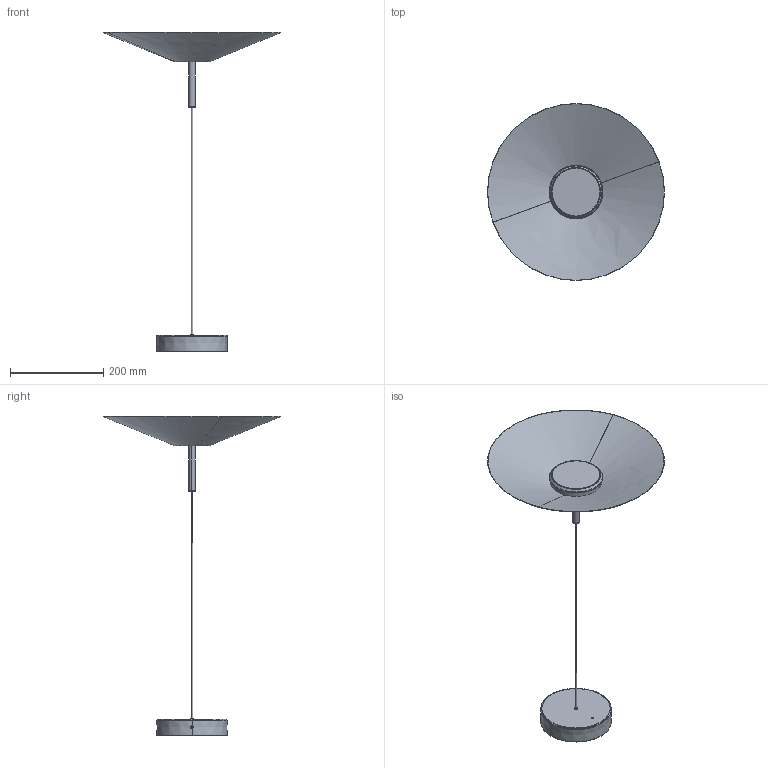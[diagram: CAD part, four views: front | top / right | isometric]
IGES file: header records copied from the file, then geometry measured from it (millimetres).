
Start section: SolidWorks IGES file using analytic representation for surfaces
Global section: file name: Penjant.H.v1_pendant.IGS; native system: SolidWorks 2020; preprocessor: SolidWorks 2020; author: mgarcia; date: 230914.173235; units: millimetre
Bounding box: 380 x 380 x 686.15 mm (x, y, z)
Surface area: 362734.2 mm2 (no closed solid volume)
Topology: 0 solids, 0 shells, 145 faces, 2694 edges, 2694 vertices
Faces by surface type: bspline 76, revolution 69
